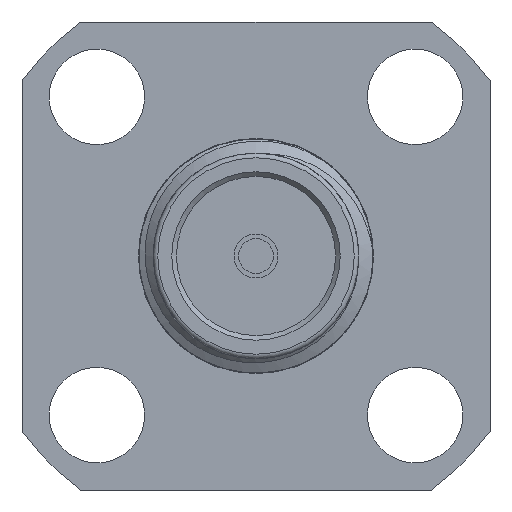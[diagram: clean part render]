
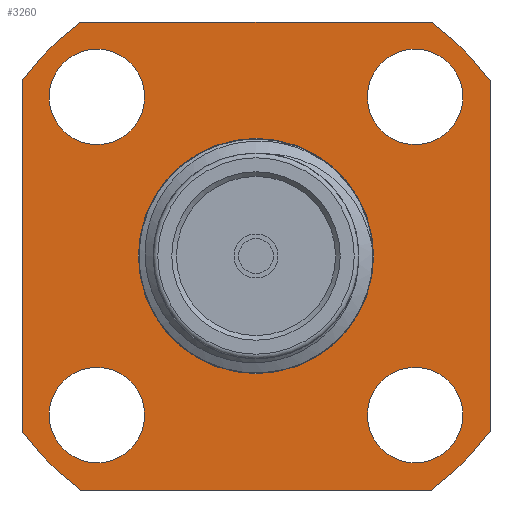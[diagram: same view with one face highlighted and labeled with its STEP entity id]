
A CAD part, left-side view. The second image highlights one B-rep face of the part: STEP entity #3260.
In plain terms, the highlighted planar face has unit normal (-1, 0, 0).
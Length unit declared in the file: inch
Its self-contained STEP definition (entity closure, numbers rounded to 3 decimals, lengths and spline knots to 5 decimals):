
#19 = VERTEX_POINT ( 'NONE', #4076 ) ;
#46 = CARTESIAN_POINT ( 'NONE',  ( 0.425, -0.1875, 0.25 ) ) ;
#51 = EDGE_CURVE ( 'NONE', #4894, #3821, #4366, .T. ) ;
#69 = CARTESIAN_POINT ( 'NONE',  ( 0.425, 0.25, -0.25 ) ) ;
#110 = CARTESIAN_POINT ( 'NONE',  ( 0.425, 0., 0. ) ) ;
#115 = DIRECTION ( 'NONE',  ( 0., 0., 1. ) ) ;
#185 = EDGE_LOOP ( 'NONE', ( #1081, #1316, #4250, #4509, #4174, #4657, #403, #4186 ) ) ;
#237 = AXIS2_PLACEMENT_3D ( 'NONE', #2199, #519, #3371 ) ;
#272 = VERTEX_POINT ( 'NONE', #4874 ) ;
#301 = EDGE_CURVE ( 'NONE', #19, #19, #2576, .T. ) ;
#303 = FACE_BOUND ( 'NONE', #2344, .T. ) ;
#311 = DIRECTION ( 'NONE',  ( 1., 0., 0. ) ) ;
#403 = ORIENTED_EDGE ( 'NONE', *, *, #2862, .T. ) ;
#474 = CARTESIAN_POINT ( 'NONE',  ( 0.425, -0.17, -0.17 ) ) ;
#492 = FACE_BOUND ( 'NONE', #3256, .T. ) ;
#509 = DIRECTION ( 'NONE',  ( -1., 0., 0. ) ) ;
#519 = DIRECTION ( 'NONE',  ( -1., 0., 0. ) ) ;
#543 = VERTEX_POINT ( 'NONE', #1263 ) ;
#555 = DIRECTION ( 'NONE',  ( 0., 0., 1. ) ) ;
#591 = CIRCLE ( 'NONE', #237, 0.3125 ) ;
#605 = ORIENTED_EDGE ( 'NONE', *, *, #3633, .F. ) ;
#665 = EDGE_CURVE ( 'NONE', #2028, #3289, #591, .T. ) ;
#798 = CARTESIAN_POINT ( 'NONE',  ( 0.425, 0., 0. ) ) ;
#882 = DIRECTION ( 'NONE',  ( -1., 0., 0. ) ) ;
#889 = CARTESIAN_POINT ( 'NONE',  ( 0.425, -0.25, -0.25 ) ) ;
#936 = DIRECTION ( 'NONE',  ( 0., 0., -1. ) ) ;
#972 = VERTEX_POINT ( 'NONE', #5289 ) ;
#1081 = ORIENTED_EDGE ( 'NONE', *, *, #3533, .T. ) ;
#1117 = CARTESIAN_POINT ( 'NONE',  ( 0.425, -0.1875, -0.25 ) ) ;
#1134 = EDGE_LOOP ( 'NONE', ( #3801 ) ) ;
#1185 = CIRCLE ( 'NONE', #2195, 0.051 ) ;
#1207 = CARTESIAN_POINT ( 'NONE',  ( 0.425, -0.25, -0.1875 ) ) ;
#1244 = VERTEX_POINT ( 'NONE', #4430 ) ;
#1263 = CARTESIAN_POINT ( 'NONE',  ( 0.425, 0.25, -0.1875 ) ) ;
#1316 = ORIENTED_EDGE ( 'NONE', *, *, #1769, .T. ) ;
#1442 = CIRCLE ( 'NONE', #3827, 0.3125 ) ;
#1494 = CARTESIAN_POINT ( 'NONE',  ( 0.425, 0., 0. ) ) ;
#1536 = DIRECTION ( 'NONE',  ( 0., 0., 1. ) ) ;
#1574 = CIRCLE ( 'NONE', #3560, 0.051 ) ;
#1673 = EDGE_CURVE ( 'NONE', #272, #272, #3907, .T. ) ;
#1679 = DIRECTION ( 'NONE',  ( -1., 0., 0. ) ) ;
#1694 = DIRECTION ( 'NONE',  ( 0., 0., 1. ) ) ;
#1740 = AXIS2_PLACEMENT_3D ( 'NONE', #3392, #2560, #115 ) ;
#1769 = EDGE_CURVE ( 'NONE', #4312, #1244, #2570, .T. ) ;
#1951 = LINE ( 'NONE', #69, #2783 ) ;
#2028 = VERTEX_POINT ( 'NONE', #4841 ) ;
#2031 = AXIS2_PLACEMENT_3D ( 'NONE', #1494, #4338, #3189 ) ;
#2080 = CARTESIAN_POINT ( 'NONE',  ( 0.425, 0.17, -0.119 ) ) ;
#2121 = DIRECTION ( 'NONE',  ( 0., 0., 1. ) ) ;
#2170 = DIRECTION ( 'NONE',  ( 0., 0., 1. ) ) ;
#2195 = AXIS2_PLACEMENT_3D ( 'NONE', #474, #509, #3728 ) ;
#2199 = CARTESIAN_POINT ( 'NONE',  ( 0.425, 0., 0. ) ) ;
#2331 = CARTESIAN_POINT ( 'NONE',  ( 0.425, 0.1875, -0.25 ) ) ;
#2344 = EDGE_LOOP ( 'NONE', ( #4625 ) ) ;
#2408 = FACE_BOUND ( 'NONE', #2598, .T. ) ;
#2450 = CIRCLE ( 'NONE', #1740, 0.051 ) ;
#2472 = FACE_BOUND ( 'NONE', #1134, .T. ) ;
#2497 = AXIS2_PLACEMENT_3D ( 'NONE', #4789, #311, #2739 ) ;
#2517 = CIRCLE ( 'NONE', #3283, 0.3125 ) ;
#2560 = DIRECTION ( 'NONE',  ( -1., 0., 0. ) ) ;
#2564 = CARTESIAN_POINT ( 'NONE',  ( 0.425, -0.25, -0.25 ) ) ;
#2570 = CIRCLE ( 'NONE', #2031, 0.3125 ) ;
#2576 = CIRCLE ( 'NONE', #2959, 0.051 ) ;
#2598 = EDGE_LOOP ( 'NONE', ( #605 ) ) ;
#2653 = VERTEX_POINT ( 'NONE', #1207 ) ;
#2697 = ORIENTED_EDGE ( 'NONE', *, *, #4501, .F. ) ;
#2739 = DIRECTION ( 'NONE',  ( 0., 0., -1. ) ) ;
#2771 = VERTEX_POINT ( 'NONE', #2080 ) ;
#2783 = VECTOR ( 'NONE', #936, 39.37008 ) ;
#2807 = CARTESIAN_POINT ( 'NONE',  ( 0.425, 0.1875, 0.25 ) ) ;
#2862 = EDGE_CURVE ( 'NONE', #2653, #2028, #4005, .T. ) ;
#2900 = VECTOR ( 'NONE', #4537, 39.37008 ) ;
#2914 = ORIENTED_EDGE ( 'NONE', *, *, #301, .F. ) ;
#2922 = CARTESIAN_POINT ( 'NONE',  ( 0.425, 0.17, 0.17 ) ) ;
#2959 = AXIS2_PLACEMENT_3D ( 'NONE', #5150, #3949, #1536 ) ;
#3093 = VERTEX_POINT ( 'NONE', #5305 ) ;
#3105 = CARTESIAN_POINT ( 'NONE',  ( 0.425, -0.25, 0.25 ) ) ;
#3115 = EDGE_LOOP ( 'NONE', ( #2697 ) ) ;
#3167 = VECTOR ( 'NONE', #5132, 39.37008 ) ;
#3189 = DIRECTION ( 'NONE',  ( 0., 0., 1. ) ) ;
#3256 = EDGE_LOOP ( 'NONE', ( #2914 ) ) ;
#3260 = ADVANCED_FACE ( 'NONE', ( #2472, #492, #2408, #3937, #303, #4935 ), #4936, .T. ) ;
#3283 = AXIS2_PLACEMENT_3D ( 'NONE', #798, #4427, #3663 ) ;
#3289 = VERTEX_POINT ( 'NONE', #46 ) ;
#3371 = DIRECTION ( 'NONE',  ( 0., 0., 1. ) ) ;
#3392 = CARTESIAN_POINT ( 'NONE',  ( 0.425, 0.17, -0.17 ) ) ;
#3533 = EDGE_CURVE ( 'NONE', #3289, #4312, #3913, .T. ) ;
#3560 = AXIS2_PLACEMENT_3D ( 'NONE', #2922, #882, #2121 ) ;
#3561 = EDGE_CURVE ( 'NONE', #3093, #3093, #1185, .T. ) ;
#3633 = EDGE_CURVE ( 'NONE', #972, #972, #1574, .T. ) ;
#3663 = DIRECTION ( 'NONE',  ( 0., 0., 1. ) ) ;
#3728 = DIRECTION ( 'NONE',  ( 0., 0., 1. ) ) ;
#3801 = ORIENTED_EDGE ( 'NONE', *, *, #3561, .F. ) ;
#3821 = VERTEX_POINT ( 'NONE', #1117 ) ;
#3827 = AXIS2_PLACEMENT_3D ( 'NONE', #110, #4606, #2170 ) ;
#3907 = CIRCLE ( 'NONE', #2497, 0.12562 ) ;
#3913 = LINE ( 'NONE', #3105, #3167 ) ;
#3937 = FACE_BOUND ( 'NONE', #3115, .T. ) ;
#3949 = DIRECTION ( 'NONE',  ( -1., 0., 0. ) ) ;
#4005 = LINE ( 'NONE', #2564, #4836 ) ;
#4076 = CARTESIAN_POINT ( 'NONE',  ( 0.425, -0.17, 0.221 ) ) ;
#4088 = EDGE_CURVE ( 'NONE', #3821, #2653, #1442, .T. ) ;
#4113 = EDGE_CURVE ( 'NONE', #1244, #543, #1951, .T. ) ;
#4174 = ORIENTED_EDGE ( 'NONE', *, *, #51, .T. ) ;
#4186 = ORIENTED_EDGE ( 'NONE', *, *, #665, .T. ) ;
#4250 = ORIENTED_EDGE ( 'NONE', *, *, #4113, .T. ) ;
#4255 = EDGE_CURVE ( 'NONE', #543, #4894, #2517, .T. ) ;
#4275 = AXIS2_PLACEMENT_3D ( 'NONE', #4918, #1679, #1694 ) ;
#4312 = VERTEX_POINT ( 'NONE', #2807 ) ;
#4338 = DIRECTION ( 'NONE',  ( -1., 0., 0. ) ) ;
#4366 = LINE ( 'NONE', #889, #2900 ) ;
#4427 = DIRECTION ( 'NONE',  ( -1., 0., 0. ) ) ;
#4430 = CARTESIAN_POINT ( 'NONE',  ( 0.425, 0.25, 0.1875 ) ) ;
#4501 = EDGE_CURVE ( 'NONE', #2771, #2771, #2450, .T. ) ;
#4509 = ORIENTED_EDGE ( 'NONE', *, *, #4255, .T. ) ;
#4537 = DIRECTION ( 'NONE',  ( 0., -1., 0. ) ) ;
#4606 = DIRECTION ( 'NONE',  ( -1., 0., 0. ) ) ;
#4625 = ORIENTED_EDGE ( 'NONE', *, *, #1673, .T. ) ;
#4657 = ORIENTED_EDGE ( 'NONE', *, *, #4088, .T. ) ;
#4789 = CARTESIAN_POINT ( 'NONE',  ( 0.425, 0., 0. ) ) ;
#4836 = VECTOR ( 'NONE', #555, 39.37008 ) ;
#4841 = CARTESIAN_POINT ( 'NONE',  ( 0.425, -0.25, 0.1875 ) ) ;
#4874 = CARTESIAN_POINT ( 'NONE',  ( 0.425, 0., -0.12562 ) ) ;
#4894 = VERTEX_POINT ( 'NONE', #2331 ) ;
#4918 = CARTESIAN_POINT ( 'NONE',  ( 0.425, 0.12562, 0. ) ) ;
#4935 = FACE_OUTER_BOUND ( 'NONE', #185, .T. ) ;
#4936 = PLANE ( 'NONE',  #4275 ) ;
#5132 = DIRECTION ( 'NONE',  ( 0., 1., 0. ) ) ;
#5150 = CARTESIAN_POINT ( 'NONE',  ( 0.425, -0.17, 0.17 ) ) ;
#5289 = CARTESIAN_POINT ( 'NONE',  ( 0.425, 0.17, 0.221 ) ) ;
#5305 = CARTESIAN_POINT ( 'NONE',  ( 0.425, -0.17, -0.119 ) ) ;
